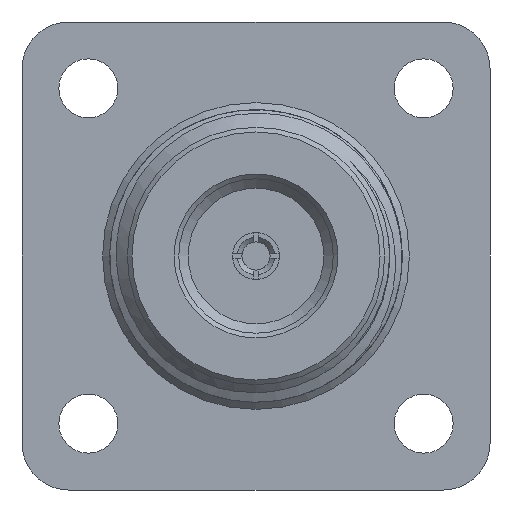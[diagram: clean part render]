
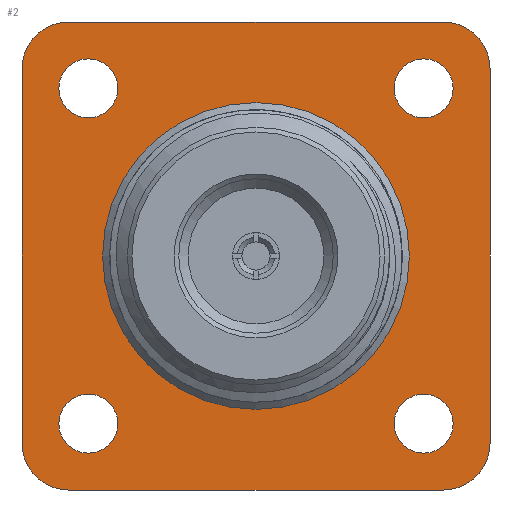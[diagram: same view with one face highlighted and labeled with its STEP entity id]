
A CAD part, left-side view. The second image highlights one B-rep face of the part: STEP entity #2.
In plain terms, the highlighted planar face has unit normal (-1, 0, 0).
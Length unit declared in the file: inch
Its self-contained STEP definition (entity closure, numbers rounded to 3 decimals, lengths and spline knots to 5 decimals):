
#2 = ADVANCED_FACE ( 'NONE', ( #1993, #438, #1404, #162, #2411, #3400 ), #5815, .F. ) ;
#35 = DIRECTION ( 'NONE',  ( 1., 0., 0. ) ) ;
#39 = DIRECTION ( 'NONE',  ( -1., 0., 0. ) ) ;
#50 = AXIS2_PLACEMENT_3D ( 'NONE', #3838, #39, #1999 ) ;
#162 = FACE_BOUND ( 'NONE', #2360, .T. ) ;
#187 = EDGE_LOOP ( 'NONE', ( #5076, #1009, #2791, #5821, #3491, #419, #5053, #2122 ) ) ;
#208 = EDGE_CURVE ( 'NONE', #214, #1773, #4315, .T. ) ;
#214 = VERTEX_POINT ( 'NONE', #4676 ) ;
#282 = CIRCLE ( 'NONE', #1916, 0.1 ) ;
#323 = CARTESIAN_POINT ( 'NONE',  ( 0.654, -0.35827, -0.42127 ) ) ;
#355 = ORIENTED_EDGE ( 'NONE', *, *, #2680, .T. ) ;
#356 = AXIS2_PLACEMENT_3D ( 'NONE', #2967, #5420, #3005 ) ;
#419 = ORIENTED_EDGE ( 'NONE', *, *, #4512, .T. ) ;
#438 = FACE_BOUND ( 'NONE', #5723, .T. ) ;
#441 = CIRCLE ( 'NONE', #2099, 0.32784 ) ;
#465 = EDGE_CURVE ( 'NONE', #5652, #4263, #3789, .T. ) ;
#498 = DIRECTION ( 'NONE',  ( 1., 0., 0. ) ) ;
#564 = EDGE_CURVE ( 'NONE', #917, #4175, #2715, .T. ) ;
#714 = DIRECTION ( 'NONE',  ( 0., 0., -1. ) ) ;
#857 = EDGE_CURVE ( 'NONE', #1773, #4812, #2263, .T. ) ;
#862 = VECTOR ( 'NONE', #1912, 39.37008 ) ;
#867 = CIRCLE ( 'NONE', #356, 0.063 ) ;
#913 = ORIENTED_EDGE ( 'NONE', *, *, #3309, .T. ) ;
#917 = VERTEX_POINT ( 'NONE', #3867 ) ;
#1009 = ORIENTED_EDGE ( 'NONE', *, *, #208, .T. ) ;
#1042 = EDGE_CURVE ( 'NONE', #4812, #5652, #3321, .T. ) ;
#1151 = EDGE_CURVE ( 'NONE', #4175, #3388, #3428, .T. ) ;
#1220 = DIRECTION ( 'NONE',  ( 0., 0., -1. ) ) ;
#1282 = CIRCLE ( 'NONE', #6301, 0.063 ) ;
#1351 = EDGE_LOOP ( 'NONE', ( #2318 ) ) ;
#1404 = FACE_BOUND ( 'NONE', #1351, .T. ) ;
#1461 = LINE ( 'NONE', #5916, #862 ) ;
#1483 = CIRCLE ( 'NONE', #5066, 0.063 ) ;
#1492 = CARTESIAN_POINT ( 'NONE',  ( 0.654, -0.5, 0.5 ) ) ;
#1524 = VERTEX_POINT ( 'NONE', #5516 ) ;
#1540 = CARTESIAN_POINT ( 'NONE',  ( 0.654, -0.35827, 0.35827 ) ) ;
#1773 = VERTEX_POINT ( 'NONE', #5476 ) ;
#1779 = DIRECTION ( 'NONE',  ( 0., 0., -1. ) ) ;
#1794 = DIRECTION ( 'NONE',  ( 0., 0., 1. ) ) ;
#1833 = EDGE_CURVE ( 'NONE', #1524, #1524, #441, .T. ) ;
#1912 = DIRECTION ( 'NONE',  ( 0., -1., 0. ) ) ;
#1916 = AXIS2_PLACEMENT_3D ( 'NONE', #4516, #4417, #3091 ) ;
#1926 = CARTESIAN_POINT ( 'NONE',  ( 0.654, 0.35827, -0.42127 ) ) ;
#1993 = FACE_OUTER_BOUND ( 'NONE', #187, .T. ) ;
#1999 = DIRECTION ( 'NONE',  ( 0., 0., -1. ) ) ;
#2099 = AXIS2_PLACEMENT_3D ( 'NONE', #2930, #35, #2958 ) ;
#2122 = ORIENTED_EDGE ( 'NONE', *, *, #1151, .T. ) ;
#2234 = CARTESIAN_POINT ( 'NONE',  ( 0.654, 0.5, -0.5 ) ) ;
#2263 = LINE ( 'NONE', #4746, #3615 ) ;
#2318 = ORIENTED_EDGE ( 'NONE', *, *, #4673, .T. ) ;
#2360 = EDGE_LOOP ( 'NONE', ( #913 ) ) ;
#2411 = FACE_BOUND ( 'NONE', #4878, .T. ) ;
#2505 = DIRECTION ( 'NONE',  ( 0., 0., -1. ) ) ;
#2560 = CARTESIAN_POINT ( 'NONE',  ( 0.654, -0.4, 0.5 ) ) ;
#2584 = DIRECTION ( 'NONE',  ( 0., 0., -1. ) ) ;
#2680 = EDGE_CURVE ( 'NONE', #4743, #4743, #1483, .T. ) ;
#2715 = LINE ( 'NONE', #2234, #4740 ) ;
#2744 = VERTEX_POINT ( 'NONE', #5604 ) ;
#2766 = EDGE_CURVE ( 'NONE', #3388, #214, #1461, .T. ) ;
#2791 = ORIENTED_EDGE ( 'NONE', *, *, #857, .T. ) ;
#2798 = DIRECTION ( 'NONE',  ( 0., 0., -1. ) ) ;
#2930 = CARTESIAN_POINT ( 'NONE',  ( 0.654, 0., 0. ) ) ;
#2958 = DIRECTION ( 'NONE',  ( 0., 0., -1. ) ) ;
#2967 = CARTESIAN_POINT ( 'NONE',  ( 0.654, -0.35827, -0.35827 ) ) ;
#3005 = DIRECTION ( 'NONE',  ( 0., 0., -1. ) ) ;
#3026 = DIRECTION ( 'NONE',  ( 1., 0., 0. ) ) ;
#3091 = DIRECTION ( 'NONE',  ( 0., 0., -1. ) ) ;
#3266 = CARTESIAN_POINT ( 'NONE',  ( 0.654, 0.35827, -0.35827 ) ) ;
#3309 = EDGE_CURVE ( 'NONE', #6157, #6157, #867, .T. ) ;
#3321 = CIRCLE ( 'NONE', #50, 0.1 ) ;
#3388 = VERTEX_POINT ( 'NONE', #4048 ) ;
#3400 = FACE_BOUND ( 'NONE', #5844, .T. ) ;
#3428 = CIRCLE ( 'NONE', #4957, 0.1 ) ;
#3472 = CARTESIAN_POINT ( 'NONE',  ( 0.654, 0.30784, 0. ) ) ;
#3491 = ORIENTED_EDGE ( 'NONE', *, *, #465, .T. ) ;
#3611 = AXIS2_PLACEMENT_3D ( 'NONE', #3472, #5784, #5336 ) ;
#3615 = VECTOR ( 'NONE', #1794, 39.37008 ) ;
#3650 = DIRECTION ( 'NONE',  ( -1., 0., 0. ) ) ;
#3697 = DIRECTION ( 'NONE',  ( 1., 0., 0. ) ) ;
#3789 = LINE ( 'NONE', #1492, #3922 ) ;
#3838 = CARTESIAN_POINT ( 'NONE',  ( 0.654, -0.4, 0.4 ) ) ;
#3867 = CARTESIAN_POINT ( 'NONE',  ( 0.654, 0.5, 0.4 ) ) ;
#3920 = CARTESIAN_POINT ( 'NONE',  ( 0.654, 0.35827, 0.35827 ) ) ;
#3922 = VECTOR ( 'NONE', #5740, 39.37008 ) ;
#4048 = CARTESIAN_POINT ( 'NONE',  ( 0.654, 0.4, -0.5 ) ) ;
#4161 = AXIS2_PLACEMENT_3D ( 'NONE', #1540, #3026, #2584 ) ;
#4175 = VERTEX_POINT ( 'NONE', #5771 ) ;
#4194 = CARTESIAN_POINT ( 'NONE',  ( 0.654, 0.35827, 0.29527 ) ) ;
#4263 = VERTEX_POINT ( 'NONE', #6013 ) ;
#4315 = CIRCLE ( 'NONE', #6076, 0.1 ) ;
#4417 = DIRECTION ( 'NONE',  ( -1., 0., 0. ) ) ;
#4512 = EDGE_CURVE ( 'NONE', #4263, #917, #282, .T. ) ;
#4516 = CARTESIAN_POINT ( 'NONE',  ( 0.654, 0.4, 0.4 ) ) ;
#4616 = CARTESIAN_POINT ( 'NONE',  ( 0.654, 0.4, -0.4 ) ) ;
#4673 = EDGE_CURVE ( 'NONE', #2744, #2744, #6326, .T. ) ;
#4676 = CARTESIAN_POINT ( 'NONE',  ( 0.654, -0.4, -0.5 ) ) ;
#4740 = VECTOR ( 'NONE', #714, 39.37008 ) ;
#4743 = VERTEX_POINT ( 'NONE', #4194 ) ;
#4746 = CARTESIAN_POINT ( 'NONE',  ( 0.654, -0.5, -0.5 ) ) ;
#4812 = VERTEX_POINT ( 'NONE', #5683 ) ;
#4878 = EDGE_LOOP ( 'NONE', ( #5321 ) ) ;
#4957 = AXIS2_PLACEMENT_3D ( 'NONE', #4616, #3650, #1220 ) ;
#5013 = DIRECTION ( 'NONE',  ( -1., 0., 0. ) ) ;
#5053 = ORIENTED_EDGE ( 'NONE', *, *, #564, .T. ) ;
#5066 = AXIS2_PLACEMENT_3D ( 'NONE', #3920, #498, #2505 ) ;
#5076 = ORIENTED_EDGE ( 'NONE', *, *, #2766, .T. ) ;
#5321 = ORIENTED_EDGE ( 'NONE', *, *, #6126, .T. ) ;
#5336 = DIRECTION ( 'NONE',  ( 0., 1., 0. ) ) ;
#5420 = DIRECTION ( 'NONE',  ( 1., 0., 0. ) ) ;
#5476 = CARTESIAN_POINT ( 'NONE',  ( 0.654, -0.5, -0.4 ) ) ;
#5486 = CARTESIAN_POINT ( 'NONE',  ( 0.654, -0.4, -0.4 ) ) ;
#5516 = CARTESIAN_POINT ( 'NONE',  ( 0.654, 0., -0.32784 ) ) ;
#5604 = CARTESIAN_POINT ( 'NONE',  ( 0.654, -0.35827, 0.29527 ) ) ;
#5652 = VERTEX_POINT ( 'NONE', #2560 ) ;
#5683 = CARTESIAN_POINT ( 'NONE',  ( 0.654, -0.5, 0.4 ) ) ;
#5723 = EDGE_LOOP ( 'NONE', ( #6286 ) ) ;
#5740 = DIRECTION ( 'NONE',  ( 0., 1., 0. ) ) ;
#5771 = CARTESIAN_POINT ( 'NONE',  ( 0.654, 0.5, -0.4 ) ) ;
#5784 = DIRECTION ( 'NONE',  ( 1., 0., 0. ) ) ;
#5815 = PLANE ( 'NONE',  #3611 ) ;
#5821 = ORIENTED_EDGE ( 'NONE', *, *, #1042, .T. ) ;
#5844 = EDGE_LOOP ( 'NONE', ( #355 ) ) ;
#5916 = CARTESIAN_POINT ( 'NONE',  ( 0.654, -0.5, -0.5 ) ) ;
#6013 = CARTESIAN_POINT ( 'NONE',  ( 0.654, 0.4, 0.5 ) ) ;
#6076 = AXIS2_PLACEMENT_3D ( 'NONE', #5486, #5013, #2798 ) ;
#6126 = EDGE_CURVE ( 'NONE', #6251, #6251, #1282, .T. ) ;
#6157 = VERTEX_POINT ( 'NONE', #323 ) ;
#6251 = VERTEX_POINT ( 'NONE', #1926 ) ;
#6286 = ORIENTED_EDGE ( 'NONE', *, *, #1833, .T. ) ;
#6301 = AXIS2_PLACEMENT_3D ( 'NONE', #3266, #3697, #1779 ) ;
#6326 = CIRCLE ( 'NONE', #4161, 0.063 ) ;
